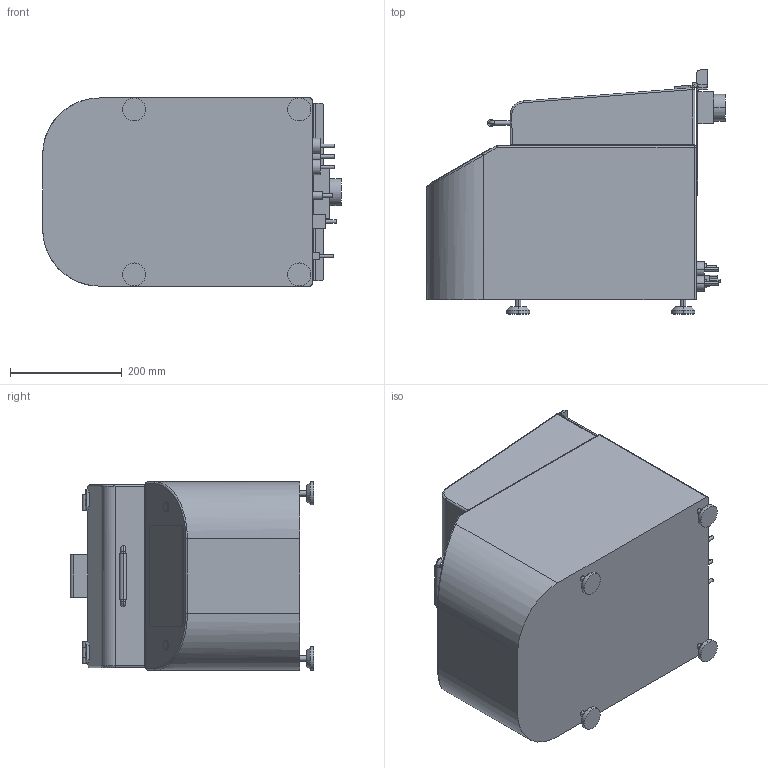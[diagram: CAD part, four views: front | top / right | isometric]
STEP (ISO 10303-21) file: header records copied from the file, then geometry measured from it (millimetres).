
FILE_DESCRIPTION((''),'2;1');
FILE_NAME('A-B-B2_ENVELOPE_ASM','2025-05-06T12:02:46',('bwaterworth'),(''),'CREO PARAMETRIC BY PTC INC, 2020354','CREO PARAMETRIC BY PTC INC, 2020354','');
FILE_SCHEMA(('CONFIG_CONTROL_DESIGN'));
Length unit declared in the file: inch
Products named in the file (6): A-B-B2_ENVELOPE; A-B-B2LID_ENVELOPE; 611534-1; 611534-2; 611534_ASM; A-B-B2_ENVELOPE_ASM
Assembly tree (5 placements, depth 3):
  A-B-B2_ENVELOPE_ASM
    A-B-B2_ENVELOPE
    A-B-B2LID_ENVELOPE
    611534_ASM
      611534-1
      611534-2
Bounding box: 534.11 x 436.05 x 336.61 mm (x, y, z)
Volume: 52083304.3 mm3; surface area: 1198814.7 mm2
Topology: 5 solids, 5 shells, 329 faces, 807 edges, 513 vertices
Faces by surface type: plane 147, cylinder 142, cone 18, bspline 13, torus 6, sphere 3
Entity records: 16884 total; most frequent: CARTESIAN_POINT 9040, ORIENTED_EDGE 1612, DIRECTION 1574, EDGE_CURVE 806, AXIS2_PLACEMENT_3D 563, VERTEX_POINT 513, VECTOR 448, LINE 448
